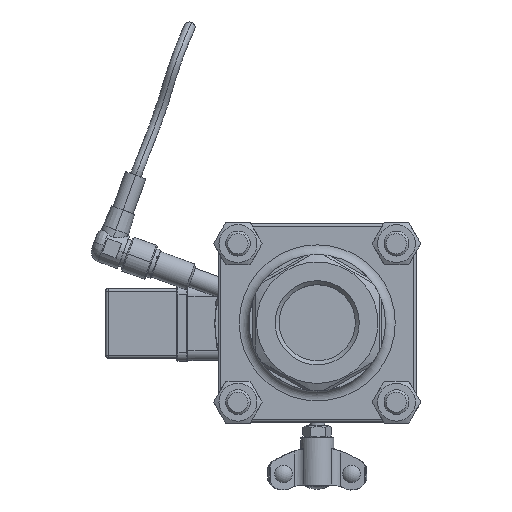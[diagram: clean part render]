
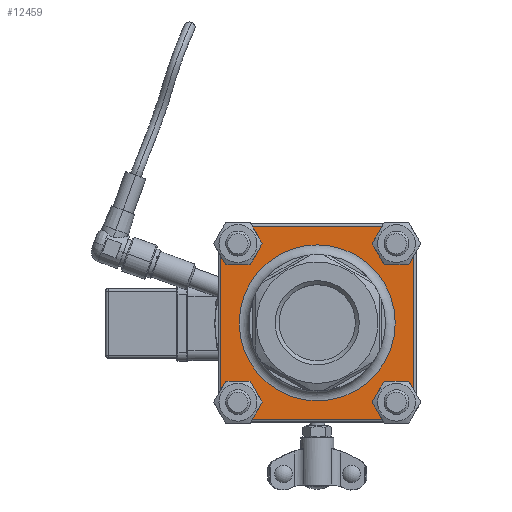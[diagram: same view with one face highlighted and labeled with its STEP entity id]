
A CAD part, top view. The second image highlights one B-rep face of the part: STEP entity #12459.
In plain terms, the highlighted planar face has unit normal (0, 0, 1).
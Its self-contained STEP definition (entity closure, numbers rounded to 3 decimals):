
#552=PLANE('',#13253);
#881=CIRCLE('',#13244,7.65);
#882=CIRCLE('',#13245,7.65);
#883=CIRCLE('',#13254,7.65);
#884=CIRCLE('',#13255,7.65);
#885=CIRCLE('',#13256,7.65);
#886=CIRCLE('',#13257,7.65);
#887=CIRCLE('',#13258,7.65);
#888=CIRCLE('',#13259,31.5);
#1264=FACE_BOUND('',#2355,.T.);
#1617=FACE_OUTER_BOUND('',#2354,.T.);
#2354=EDGE_LOOP('',(#9390,#9391,#9392,#9393,#9394,#9395,#9396,#9397,#9398,
#9399,#9400));
#2355=EDGE_LOOP('',(#9401));
#3245=LINE('',#20958,#4058);
#3246=LINE('',#20964,#4059);
#3247=LINE('',#20970,#4060);
#3248=LINE('',#20973,#4061);
#4058=VECTOR('',#15153,10.);
#4059=VECTOR('',#15158,10.);
#4060=VECTOR('',#15163,10.);
#4061=VECTOR('',#15166,10.);
#5355=VERTEX_POINT('',#20877);
#5357=VERTEX_POINT('',#20881);
#5366=VERTEX_POINT('',#20911);
#5373=VERTEX_POINT('',#20957);
#5374=VERTEX_POINT('',#20959);
#5375=VERTEX_POINT('',#20961);
#5376=VERTEX_POINT('',#20963);
#5377=VERTEX_POINT('',#20965);
#5378=VERTEX_POINT('',#20967);
#5379=VERTEX_POINT('',#20969);
#5380=VERTEX_POINT('',#20971);
#5381=VERTEX_POINT('',#20974);
#6798=EDGE_CURVE('',#5355,#5366,#881,.T.);
#6799=EDGE_CURVE('',#5366,#5357,#882,.T.);
#6814=EDGE_CURVE('',#5373,#5357,#3245,.T.);
#6815=EDGE_CURVE('',#5373,#5374,#883,.T.);
#6816=EDGE_CURVE('',#5374,#5375,#884,.T.);
#6817=EDGE_CURVE('',#5376,#5375,#3246,.T.);
#6818=EDGE_CURVE('',#5376,#5377,#885,.T.);
#6819=EDGE_CURVE('',#5377,#5378,#886,.T.);
#6820=EDGE_CURVE('',#5379,#5378,#3247,.T.);
#6821=EDGE_CURVE('',#5379,#5380,#887,.T.);
#6822=EDGE_CURVE('',#5355,#5380,#3248,.T.);
#6823=EDGE_CURVE('',#5381,#5381,#888,.T.);
#9390=ORIENTED_EDGE('',*,*,#6798,.T.);
#9391=ORIENTED_EDGE('',*,*,#6799,.T.);
#9392=ORIENTED_EDGE('',*,*,#6814,.F.);
#9393=ORIENTED_EDGE('',*,*,#6815,.T.);
#9394=ORIENTED_EDGE('',*,*,#6816,.T.);
#9395=ORIENTED_EDGE('',*,*,#6817,.F.);
#9396=ORIENTED_EDGE('',*,*,#6818,.T.);
#9397=ORIENTED_EDGE('',*,*,#6819,.T.);
#9398=ORIENTED_EDGE('',*,*,#6820,.F.);
#9399=ORIENTED_EDGE('',*,*,#6821,.T.);
#9400=ORIENTED_EDGE('',*,*,#6822,.F.);
#9401=ORIENTED_EDGE('',*,*,#6823,.F.);
#12459=ADVANCED_FACE('',(#1617,#1264),#552,.T.);
#13244=AXIS2_PLACEMENT_3D('',#20913,#15126,#15127);
#13245=AXIS2_PLACEMENT_3D('',#20914,#15128,#15129);
#13253=AXIS2_PLACEMENT_3D('',#20956,#15151,#15152);
#13254=AXIS2_PLACEMENT_3D('',#20960,#15154,#15155);
#13255=AXIS2_PLACEMENT_3D('',#20962,#15156,#15157);
#13256=AXIS2_PLACEMENT_3D('',#20966,#15159,#15160);
#13257=AXIS2_PLACEMENT_3D('',#20968,#15161,#15162);
#13258=AXIS2_PLACEMENT_3D('',#20972,#15164,#15165);
#13259=AXIS2_PLACEMENT_3D('',#20975,#15167,#15168);
#15126=DIRECTION('center_axis',(0.,0.,-1.));
#15127=DIRECTION('ref_axis',(0.5,0.866,0.));
#15128=DIRECTION('center_axis',(0.,0.,-1.));
#15129=DIRECTION('ref_axis',(0.5,0.866,0.));
#15151=DIRECTION('center_axis',(0.,0.,1.));
#15152=DIRECTION('ref_axis',(1.,0.,0.));
#15153=DIRECTION('',(0.,-1.,0.));
#15154=DIRECTION('center_axis',(0.,0.,-1.));
#15155=DIRECTION('ref_axis',(0.5,0.866,0.));
#15156=DIRECTION('center_axis',(0.,0.,-1.));
#15157=DIRECTION('ref_axis',(0.5,0.866,0.));
#15158=DIRECTION('',(1.,0.,0.));
#15159=DIRECTION('center_axis',(0.,0.,-1.));
#15160=DIRECTION('ref_axis',(0.5,0.866,0.));
#15161=DIRECTION('center_axis',(0.,0.,-1.));
#15162=DIRECTION('ref_axis',(0.5,0.866,0.));
#15163=DIRECTION('',(0.,1.,0.));
#15164=DIRECTION('center_axis',(0.,0.,-1.));
#15165=DIRECTION('ref_axis',(0.5,0.866,0.));
#15166=DIRECTION('',(-1.,0.,0.));
#15167=DIRECTION('center_axis',(0.,0.,1.));
#15168=DIRECTION('ref_axis',(-1.,0.,0.));
#20877=CARTESIAN_POINT('',(28.914,-39.,11.8));
#20881=CARTESIAN_POINT('',(39.,-28.914,11.8));
#20911=CARTESIAN_POINT('',(28.175,-38.625,11.8));
#20913=CARTESIAN_POINT('Origin',(32.,-32.,11.8));
#20914=CARTESIAN_POINT('Origin',(32.,-32.,11.8));
#20956=CARTESIAN_POINT('Origin',(0.,0.,
11.8));
#20957=CARTESIAN_POINT('',(39.,28.914,11.8));
#20958=CARTESIAN_POINT('',(39.,20.,11.8));
#20959=CARTESIAN_POINT('',(28.175,25.375,11.8));
#20960=CARTESIAN_POINT('Origin',(32.,32.,11.8));
#20961=CARTESIAN_POINT('',(28.914,39.,11.8));
#20962=CARTESIAN_POINT('Origin',(32.,32.,11.8));
#20963=CARTESIAN_POINT('',(-28.914,39.,11.8));
#20964=CARTESIAN_POINT('',(-20.,39.,11.8));
#20965=CARTESIAN_POINT('',(-35.825,25.375,11.8));
#20966=CARTESIAN_POINT('Origin',(-32.,32.,11.8));
#20967=CARTESIAN_POINT('',(-39.,28.914,11.8));
#20968=CARTESIAN_POINT('Origin',(-32.,32.,11.8));
#20969=CARTESIAN_POINT('',(-39.,-28.914,11.8));
#20970=CARTESIAN_POINT('',(-39.,-20.,11.8));
#20971=CARTESIAN_POINT('',(-28.914,-39.,11.8));
#20972=CARTESIAN_POINT('Origin',(-32.,-32.,11.8));
#20973=CARTESIAN_POINT('',(20.,-39.,11.8));
#20974=CARTESIAN_POINT('',(-31.5,0.,11.8));
#20975=CARTESIAN_POINT('Origin',(0.,0.,11.8));
